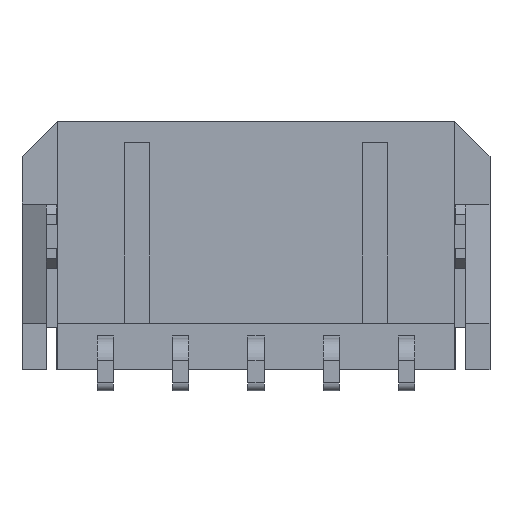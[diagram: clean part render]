
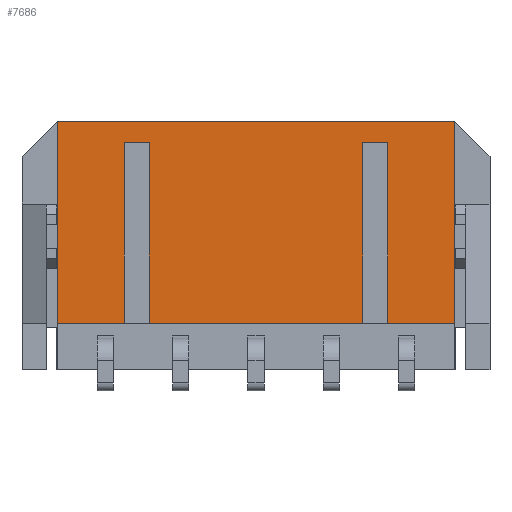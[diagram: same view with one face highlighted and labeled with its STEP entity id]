
A CAD part, front view. The second image highlights one B-rep face of the part: STEP entity #7686.
In plain terms, the highlighted planar face has unit normal (0, -1, 0).
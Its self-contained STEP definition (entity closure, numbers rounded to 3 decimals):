
#2213=DIRECTION('',(0.,0.,-1.));
#2214=VECTOR('',#2213,8.05);
#2215=CARTESIAN_POINT('',(-7.92,-1.93,4.95));
#2216=LINE('',#2215,#2214);
#2217=DIRECTION('',(1.,0.,0.));
#2218=VECTOR('',#2217,15.84);
#2219=CARTESIAN_POINT('',(-7.92,-1.93,4.95));
#2220=LINE('',#2219,#2218);
#2221=DIRECTION('',(0.,0.,-1.));
#2222=VECTOR('',#2221,8.05);
#2223=CARTESIAN_POINT('',(7.92,-1.93,4.95));
#2224=LINE('',#2223,#2222);
#2225=DIRECTION('',(-1.,0.,0.));
#2226=VECTOR('',#2225,2.67);
#2227=CARTESIAN_POINT('',(7.92,-1.93,-3.1));
#2228=LINE('',#2227,#2226);
#2229=DIRECTION('',(0.,0.,1.));
#2230=VECTOR('',#2229,7.2);
#2231=CARTESIAN_POINT('',(5.25,-1.93,-3.1));
#2232=LINE('',#2231,#2230);
#2233=DIRECTION('',(-1.,0.,0.));
#2234=VECTOR('',#2233,1.);
#2235=CARTESIAN_POINT('',(5.25,-1.93,4.1));
#2236=LINE('',#2235,#2234);
#2237=DIRECTION('',(0.,0.,1.));
#2238=VECTOR('',#2237,7.2);
#2239=CARTESIAN_POINT('',(4.25,-1.93,-3.1));
#2240=LINE('',#2239,#2238);
#2241=DIRECTION('',(-1.,0.,0.));
#2242=VECTOR('',#2241,8.5);
#2243=CARTESIAN_POINT('',(4.25,-1.93,-3.1));
#2244=LINE('',#2243,#2242);
#2245=DIRECTION('',(0.,0.,1.));
#2246=VECTOR('',#2245,7.2);
#2247=CARTESIAN_POINT('',(-4.25,-1.93,-3.1));
#2248=LINE('',#2247,#2246);
#2249=DIRECTION('',(-1.,0.,0.));
#2250=VECTOR('',#2249,1.);
#2251=CARTESIAN_POINT('',(-4.25,-1.93,4.1));
#2252=LINE('',#2251,#2250);
#2253=DIRECTION('',(0.,0.,1.));
#2254=VECTOR('',#2253,7.2);
#2255=CARTESIAN_POINT('',(-5.25,-1.93,-3.1));
#2256=LINE('',#2255,#2254);
#2257=DIRECTION('',(-1.,0.,0.));
#2258=VECTOR('',#2257,2.67);
#2259=CARTESIAN_POINT('',(-5.25,-1.93,-3.1));
#2260=LINE('',#2259,#2258);
#3925=CARTESIAN_POINT('',(4.25,-1.93,-3.1));
#3926=CARTESIAN_POINT('',(4.25,-1.93,4.1));
#3927=VERTEX_POINT('',#3925);
#3928=VERTEX_POINT('',#3926);
#3929=CARTESIAN_POINT('',(5.25,-1.93,-3.1));
#3930=CARTESIAN_POINT('',(5.25,-1.93,4.1));
#3931=VERTEX_POINT('',#3929);
#3932=VERTEX_POINT('',#3930);
#4487=CARTESIAN_POINT('',(-4.25,-1.93,-3.1));
#4488=VERTEX_POINT('',#4487);
#4489=CARTESIAN_POINT('',(-7.92,-1.93,4.95));
#4490=CARTESIAN_POINT('',(-7.92,-1.93,-3.1));
#4491=VERTEX_POINT('',#4489);
#4492=VERTEX_POINT('',#4490);
#4493=CARTESIAN_POINT('',(7.92,-1.93,4.95));
#4494=CARTESIAN_POINT('',(7.92,-1.93,-3.1));
#4495=VERTEX_POINT('',#4493);
#4496=VERTEX_POINT('',#4494);
#4785=CARTESIAN_POINT('',(-4.25,-1.93,4.1));
#4786=CARTESIAN_POINT('',(-5.25,-1.93,4.1));
#4787=VERTEX_POINT('',#4785);
#4788=VERTEX_POINT('',#4786);
#4789=CARTESIAN_POINT('',(-5.25,-1.93,-3.1));
#4790=VERTEX_POINT('',#4789);
#7660=CARTESIAN_POINT('',(-9.32,-1.93,4.95));
#7661=DIRECTION('',(0.,-1.,0.));
#7662=DIRECTION('',(0.,0.,-1.));
#7663=AXIS2_PLACEMENT_3D('',#7660,#7661,#7662);
#7664=PLANE('',#7663);
#7665=ORIENTED_EDGE('',*,*,#7650,.F.);
#7666=ORIENTED_EDGE('',*,*,#6193,.T.);
#7668=ORIENTED_EDGE('',*,*,#7667,.T.);
#7669=ORIENTED_EDGE('',*,*,#7638,.T.);
#7671=ORIENTED_EDGE('',*,*,#7670,.T.);
#7673=ORIENTED_EDGE('',*,*,#7672,.T.);
#7675=ORIENTED_EDGE('',*,*,#7674,.F.);
#7676=ORIENTED_EDGE('',*,*,#7630,.T.);
#7678=ORIENTED_EDGE('',*,*,#7677,.T.);
#7680=ORIENTED_EDGE('',*,*,#7679,.T.);
#7682=ORIENTED_EDGE('',*,*,#7681,.F.);
#7683=ORIENTED_EDGE('',*,*,#7622,.T.);
#7684=EDGE_LOOP('',(#7665,#7666,#7668,#7669,#7671,#7673,#7675,#7676,#7678,#7680,
#7682,#7683));
#7685=FACE_OUTER_BOUND('',#7684,.F.);
#7686=ADVANCED_FACE('',(#7685),#7664,.T.);
#6193=EDGE_CURVE('',#4491,#4495,#2220,.T.);
#7622=EDGE_CURVE('',#4790,#4492,#2260,.T.);
#7630=EDGE_CURVE('',#3927,#4488,#2244,.T.);
#7638=EDGE_CURVE('',#4496,#3931,#2228,.T.);
#7650=EDGE_CURVE('',#4491,#4492,#2216,.T.);
#7667=EDGE_CURVE('',#4495,#4496,#2224,.T.);
#7670=EDGE_CURVE('',#3931,#3932,#2232,.T.);
#7672=EDGE_CURVE('',#3932,#3928,#2236,.T.);
#7674=EDGE_CURVE('',#3927,#3928,#2240,.T.);
#7677=EDGE_CURVE('',#4488,#4787,#2248,.T.);
#7679=EDGE_CURVE('',#4787,#4788,#2252,.T.);
#7681=EDGE_CURVE('',#4790,#4788,#2256,.T.);
